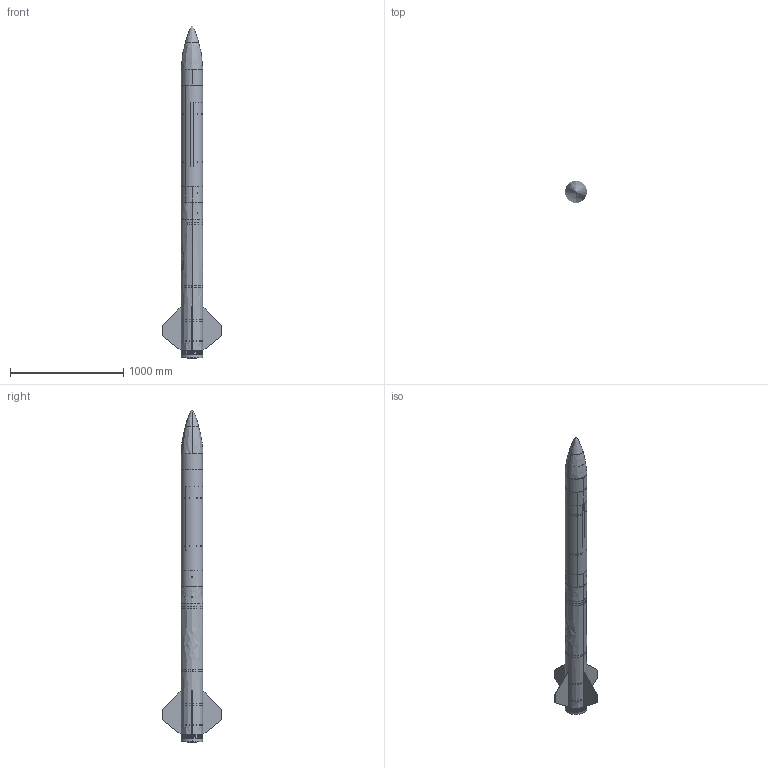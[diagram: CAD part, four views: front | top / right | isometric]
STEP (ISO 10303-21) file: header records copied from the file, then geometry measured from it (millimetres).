
FILE_DESCRIPTION(('FreeCAD Model'),'2;1');
FILE_NAME('Open CASCADE Shape Model','2025-04-27T09:13:55',('FreeCAD'),( 'FreeCAD'),'Open CASCADE STEP processor 7.6','FreeCAD','Unknown');
FILE_SCHEMA(('AUTOMOTIVE_DESIGN { 1 0 10303 214 1 1 1 1 }'));
Products named in the file (1): Open CASCADE STEP translator 7.6 1
Bounding box: 526.98 x 526.98 x 2931.69 mm (x, y, z)
Volume: 12596658.6 mm3; surface area: 7619683.6 mm2
Topology: 33 solids, 37 shells, 1911 faces, 4939 edges, 3203 vertices
Faces by surface type: bspline 1911
Entity records: 289130 total; most frequent: CARTESIAN_POINT 261219, ORIENTED_EDGE 9874, EDGE_CURVE 4937, VERTEX_POINT 3203, B_SPLINE_CURVE_WITH_KNOTS 2723, FACE_BOUND 2286, EDGE_LOOP 2286, ADVANCED_FACE 1911
